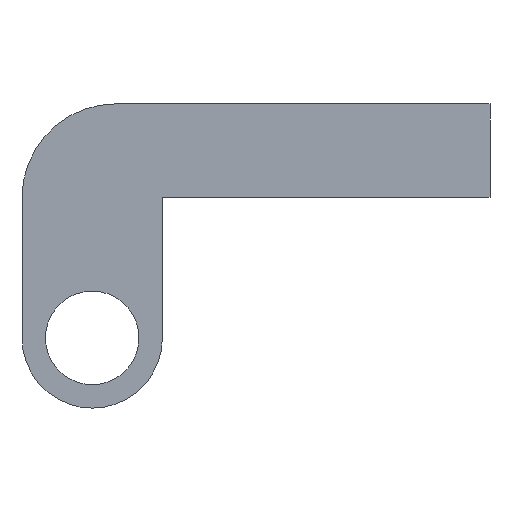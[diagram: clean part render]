
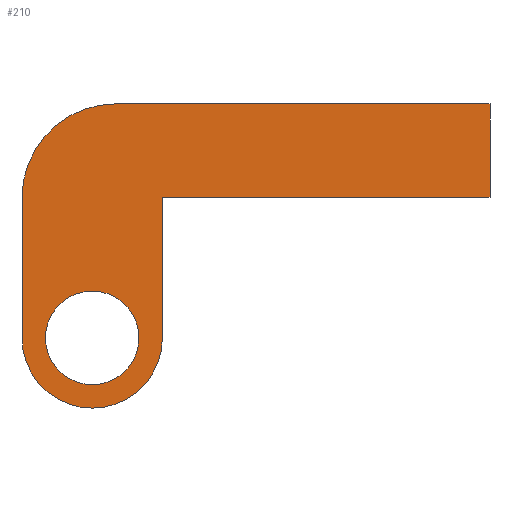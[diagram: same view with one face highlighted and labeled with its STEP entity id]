
A CAD part, front view. The second image highlights one B-rep face of the part: STEP entity #210.
In plain terms, the highlighted planar face has unit normal (0, -1, 0).
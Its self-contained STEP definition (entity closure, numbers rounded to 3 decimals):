
#17=FACE_BOUND('',#49,.T.);
#24=PLANE('',#243);
#35=FACE_OUTER_BOUND('',#48,.T.);
#48=EDGE_LOOP('',(#181,#182,#183,#184,#185,#186,#187));
#49=EDGE_LOOP('',(#188));
#56=LINE('',#324,#75);
#60=LINE('',#336,#79);
#63=LINE('',#342,#82);
#66=LINE('',#348,#85);
#69=LINE('',#354,#88);
#75=VECTOR('',#265,10.);
#79=VECTOR('',#277,10.);
#82=VECTOR('',#282,10.);
#85=VECTOR('',#287,10.);
#88=VECTOR('',#292,10.);
#92=CIRCLE('',#230,1.);
#95=CIRCLE('',#235,2.);
#97=CIRCLE('',#242,1.5);
#100=VERTEX_POINT('',#312);
#104=VERTEX_POINT('',#321);
#105=VERTEX_POINT('',#323);
#107=VERTEX_POINT('',#329);
#109=VERTEX_POINT('',#335);
#111=VERTEX_POINT('',#341);
#113=VERTEX_POINT('',#347);
#115=VERTEX_POINT('',#353);
#119=EDGE_CURVE('',#100,#100,#92,.T.);
#124=EDGE_CURVE('',#105,#104,#56,.T.);
#127=EDGE_CURVE('',#107,#105,#95,.T.);
#130=EDGE_CURVE('',#109,#107,#60,.T.);
#133=EDGE_CURVE('',#111,#109,#63,.T.);
#136=EDGE_CURVE('',#113,#111,#66,.T.);
#139=EDGE_CURVE('',#115,#113,#69,.T.);
#142=EDGE_CURVE('',#104,#115,#97,.T.);
#181=ORIENTED_EDGE('',*,*,#142,.T.);
#182=ORIENTED_EDGE('',*,*,#139,.T.);
#183=ORIENTED_EDGE('',*,*,#136,.T.);
#184=ORIENTED_EDGE('',*,*,#133,.T.);
#185=ORIENTED_EDGE('',*,*,#130,.T.);
#186=ORIENTED_EDGE('',*,*,#127,.T.);
#187=ORIENTED_EDGE('',*,*,#124,.T.);
#188=ORIENTED_EDGE('',*,*,#119,.T.);
#210=ADVANCED_FACE('',(#35,#17),#24,.T.);
#230=AXIS2_PLACEMENT_3D('',#313,#256,#257);
#235=AXIS2_PLACEMENT_3D('',#330,#271,#272);
#242=AXIS2_PLACEMENT_3D('',#358,#298,#299);
#243=AXIS2_PLACEMENT_3D('',#359,#300,#301);
#256=DIRECTION('center_axis',(0.,1.,0.));
#257=DIRECTION('ref_axis',(0.,0.,
1.));
#265=DIRECTION('',(0.,0.,-1.));
#271=DIRECTION('center_axis',(0.,-1.,0.));
#272=DIRECTION('ref_axis',(0.,0.,
1.));
#277=DIRECTION('',(-1.,0.,0.));
#282=DIRECTION('',(0.,0.,1.));
#287=DIRECTION('',(1.,0.,0.));
#292=DIRECTION('',(0.,0.,1.));
#298=DIRECTION('center_axis',(0.,-1.,0.));
#299=DIRECTION('ref_axis',(0.,0.,
1.));
#300=DIRECTION('center_axis',(0.,-1.,0.));
#301=DIRECTION('ref_axis',(0.,0.,
1.));
#312=CARTESIAN_POINT('',(47.614,304.555,3.508));
#313=CARTESIAN_POINT('Origin',(47.614,304.555,4.508));
#321=CARTESIAN_POINT('',(46.114,304.555,4.508));
#323=CARTESIAN_POINT('',(46.114,304.555,7.508));
#324=CARTESIAN_POINT('',(46.114,304.555,4.508));
#329=CARTESIAN_POINT('',(48.114,304.555,9.508));
#330=CARTESIAN_POINT('Origin',(48.114,304.555,7.508));
#335=CARTESIAN_POINT('',(56.114,304.555,9.508));
#336=CARTESIAN_POINT('',(48.114,304.555,9.508));
#341=CARTESIAN_POINT('',(56.114,304.555,7.508));
#342=CARTESIAN_POINT('',(56.114,304.555,9.508));
#347=CARTESIAN_POINT('',(49.114,304.555,7.508));
#348=CARTESIAN_POINT('',(49.114,304.555,7.508));
#353=CARTESIAN_POINT('',(49.114,304.555,4.508));
#354=CARTESIAN_POINT('',(49.114,304.555,4.508));
#358=CARTESIAN_POINT('Origin',(47.614,304.555,4.508));
#359=CARTESIAN_POINT('Origin',(51.114,304.555,6.258));
